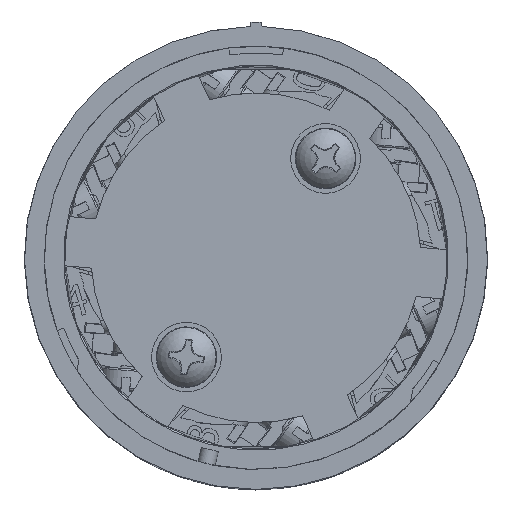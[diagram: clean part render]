
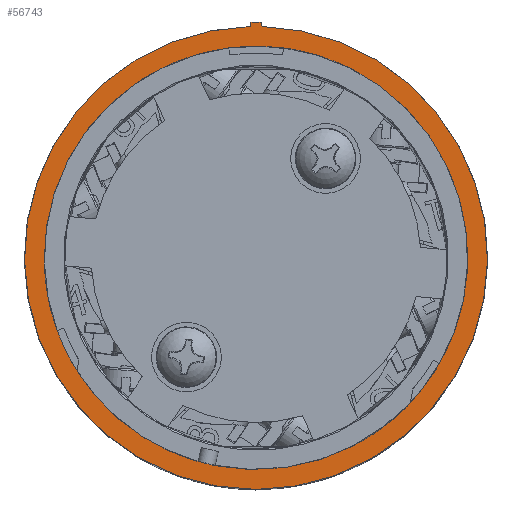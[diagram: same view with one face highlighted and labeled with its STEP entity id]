
A CAD part, top view. The second image highlights one B-rep face of the part: STEP entity #56743.
In plain terms, the highlighted planar face has unit normal (0, 0, 1).
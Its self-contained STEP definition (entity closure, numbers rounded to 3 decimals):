
#31027=CARTESIAN_POINT('',(10.478,24.068,10.2));
#31028=VERTEX_POINT('',#31027);
#31029=CARTESIAN_POINT('',(10.771,24.486,10.2));
#31030=VERTEX_POINT('',#31029);
#31031=CARTESIAN_POINT('',(10.478,24.068,10.2));
#31032=DIRECTION('',(0.574,0.819,0.0));
#31033=VECTOR('',#31032,0.51);
#31034=LINE('',#31031,#31033);
#31035=EDGE_CURVE('',#31028,#31030,#31034,.T.);
#31112=CARTESIAN_POINT('',(11.834,23.99,10.2));
#31113=VERTEX_POINT('',#31112);
#31120=CARTESIAN_POINT('',(11.702,23.498,10.2));
#31121=VERTEX_POINT('',#31120);
#31122=CARTESIAN_POINT('',(11.834,23.99,10.2));
#31123=DIRECTION('',(-0.259,-0.966,0.0));
#31124=VECTOR('',#31123,0.51);
#31125=LINE('',#31122,#31124);
#31126=EDGE_CURVE('',#31113,#31121,#31125,.T.);
#56347=CARTESIAN_POINT('',(0.,0.,10.2));
#56348=DIRECTION('',(0.0,0.0,-1.0));
#56349=DIRECTION('',(-1.0,0.0,0.0));
#56350=AXIS2_PLACEMENT_3D('',#56347,#56348,#56349);
#56351=CIRCLE('',#56350,26.25);
#56352=EDGE_CURVE('',#31121,#31028,#56351,.T.);
#56647=CARTESIAN_POINT('',(0.,0.,10.2));
#56648=DIRECTION('',(0.0,0.0,-1.0));
#56649=DIRECTION('',(-1.0,0.0,0.0));
#56650=AXIS2_PLACEMENT_3D('',#56647,#56648,#56649);
#56651=CIRCLE('',#56650,26.75);
#56652=EDGE_CURVE('',#31030,#31113,#56651,.T.);
#56705=CARTESIAN_POINT('',(23.4,0.,10.2));
#56706=VERTEX_POINT('',#56705);
#56707=CARTESIAN_POINT('',(0.,0.,10.2));
#56708=DIRECTION('',(0.0,0.0,-1.0));
#56709=DIRECTION('',(1.0,0.0,0.0));
#56710=AXIS2_PLACEMENT_3D('',#56707,#56708,#56709);
#56711=CIRCLE('',#56710,23.4);
#56712=EDGE_CURVE('',#56706,#56706,#56711,.T.);
#56729=CARTESIAN_POINT('',(0.,0.,10.2));
#56730=DIRECTION('',(0.0,0.0,-1.0));
#56731=DIRECTION('',(-1.0,0.0,0.0));
#56732=AXIS2_PLACEMENT_3D('',#56729,#56730,#56731);
#56733=PLANE('',#56732);
#56734=ORIENTED_EDGE('',*,*,#31126,.F.);
#56735=ORIENTED_EDGE('',*,*,#56652,.F.);
#56736=ORIENTED_EDGE('',*,*,#31035,.F.);
#56737=ORIENTED_EDGE('',*,*,#56352,.F.);
#56738=EDGE_LOOP('',(#56734,#56735,#56736,#56737));
#56739=FACE_OUTER_BOUND('',#56738,.T.);
#56740=ORIENTED_EDGE('',*,*,#56712,.T.);
#56741=EDGE_LOOP('',(#56740));
#56742=FACE_BOUND('',#56741,.T.);
#56743=ADVANCED_FACE('',(#56739,#56742),#56733,.F.);
